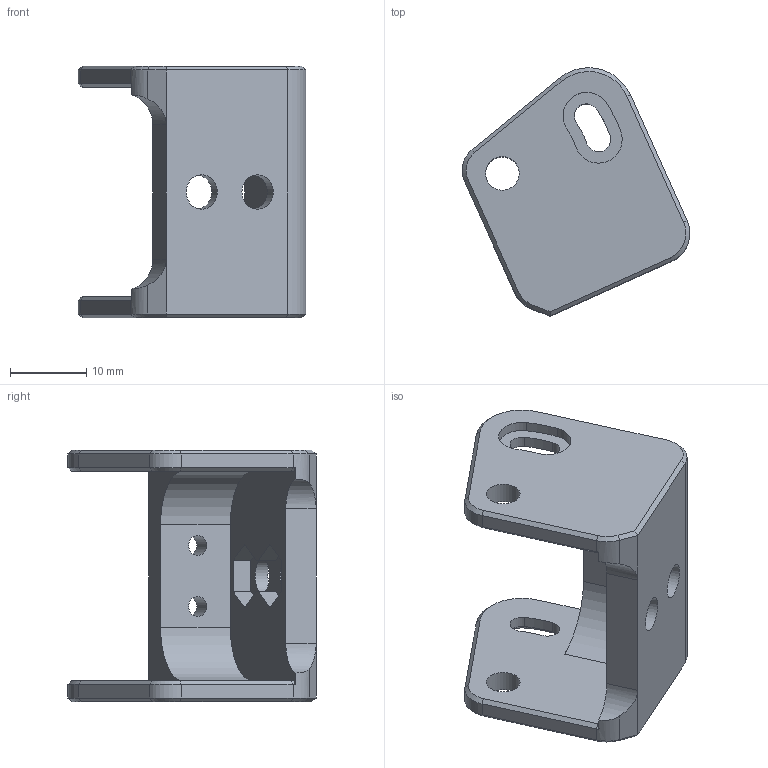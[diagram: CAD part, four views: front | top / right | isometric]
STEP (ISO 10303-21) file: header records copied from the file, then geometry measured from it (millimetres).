
FILE_DESCRIPTION(/* description */ (''),/* implementation_level */ '2;1');
FILE_NAME(/* name */ 'Base Bottom.step',/* time_stamp */ '2020-11-04T14:09:18-06:00',/* author */ (''),/* organization */ (''),/* preprocessor_version */ 'ST-DEVELOPER v18.1',/* originating_system */ 'Autodesk Translation Framework v9.3.0.1241',/* authorisation */ '');
FILE_SCHEMA (('AUTOMOTIVE_DESIGN { 1 0 10303 214 3 1 1 }'));
Length unit declared in the file: millimetre
Products named in the file (1): Base Bottom
Bounding box: 29.77 x 32.48 x 32.94 mm (x, y, z)
Volume: 6556.6 mm3; surface area: 4738.5 mm2
Topology: 1 solids, 1 shells, 96 faces, 241 edges, 150 vertices
Faces by surface type: plane 47, cylinder 33, cone 16
Full cylindrical faces by diameter (mm): 2.6 x2, 4.4 x2, 4.5 x2
Entity records: 2931 total; most frequent: DIRECTION 513, CARTESIAN_POINT 506, ORIENTED_EDGE 482, EDGE_CURVE 241, AXIS2_PLACEMENT_3D 179, LINE 155, VECTOR 155, VERTEX_POINT 150
